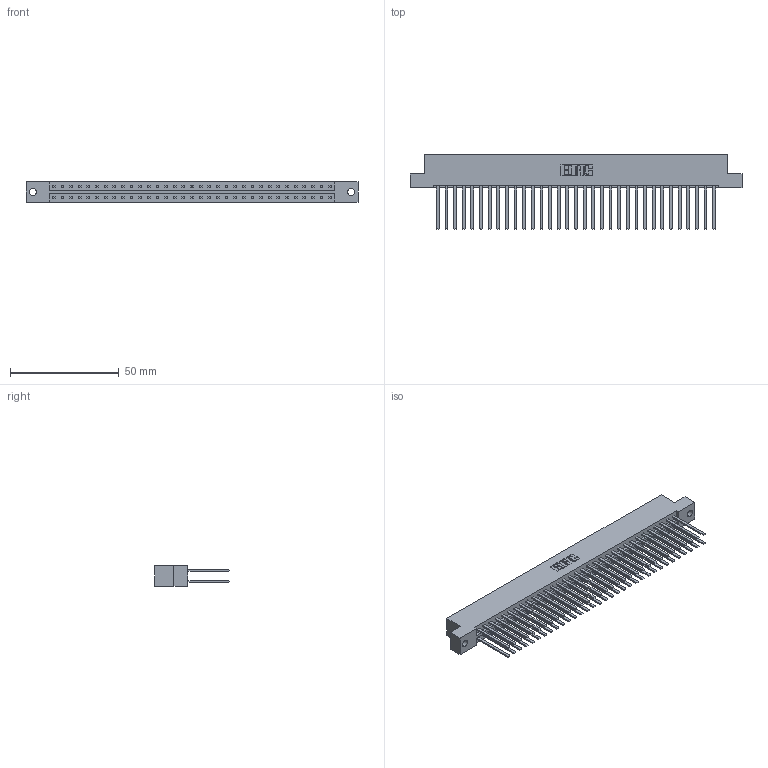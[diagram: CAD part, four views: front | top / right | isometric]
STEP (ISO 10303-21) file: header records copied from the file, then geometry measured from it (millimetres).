
FILE_DESCRIPTION (( 'STEP AP203' ), '1' );
FILE_NAME ('833-066-544-202.STEP', '2020-06-05T09:11:41', ( '' ), ( '' ), 'SwSTEP 2.0', 'SolidWorks 2020', '' );
FILE_SCHEMA (( 'CONFIG_CONTROL_DESIGN' ));
Length unit declared in the file: inch
Products named in the file (3): 833-066-544-202; 345-292-001_345-293-144; 833 Part_Flush - .128 Dia
Assembly tree (67 placements, depth 2):
  833-066-544-202
    833 Part_Flush - .128 Dia
    345-292-001_345-293-144  x66
Bounding box: 152.3 x 34.3 x 9.4 mm (x, y, z)
Volume: 16353.1 mm3; surface area: 21942.4 mm2
Topology: 67 solids, 67 shells, 3150 faces, 9353 edges, 6146 vertices
Faces by surface type: plane 2182, cylinder 968
Entity records: 22213 total; most frequent: CARTESIAN_POINT 3690, ORIENTED_EDGE 3626, DIRECTION 3165, EDGE_CURVE 1813, VECTOR 1689, LINE 1689, VERTEX_POINT 1206, AXIS2_PLACEMENT_3D 738
